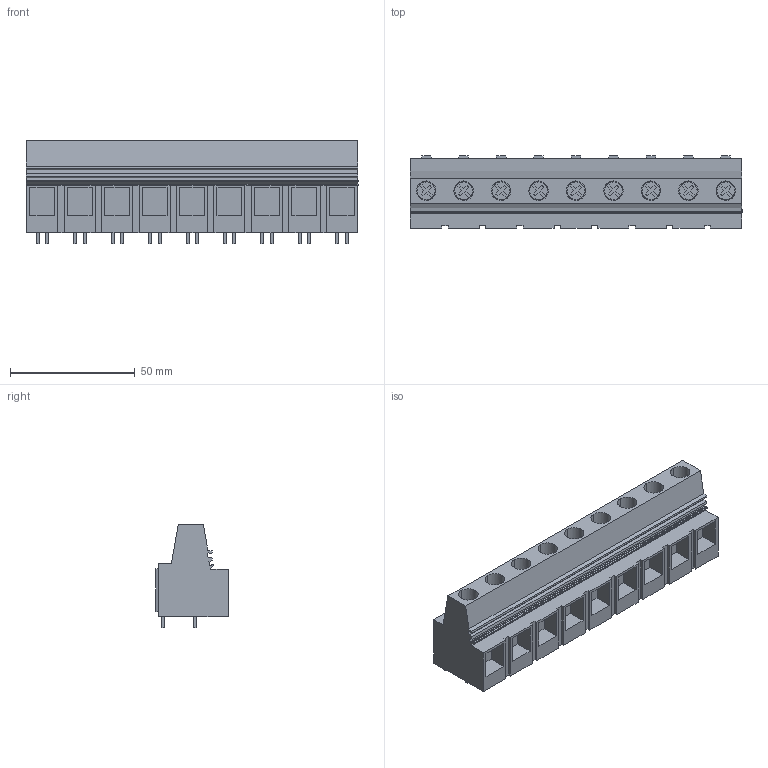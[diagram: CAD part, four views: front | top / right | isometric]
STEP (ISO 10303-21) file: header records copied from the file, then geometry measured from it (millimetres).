
FILE_DESCRIPTION(('CATIA V5 STEP Exchange','CAx-IF Rec.Pracs.--- Model Styling and Organization---1.5--- 2016-08-15','CAx-IF Rec.Pracs.---Supplemental Geometry---1.0---2011-11-01','CAx-IF Rec.Pracs.--- Composite Materials ---1.1---2010-07-15'),'2;1');
FILE_NAME ('262445-1_0', '2024-09-24T07:18:35+00:00', ('none'), ('Weidmueller'), 'CATIA Version 5-6 Release 2022 SP4 HF5', 'CATIA V5 STEP AP214 v3', 'none');
FILE_SCHEMA(('AUTOMOTIVE_DESIGN { 1 0 10303 214 1 1 1 1 }'));
Length unit declared in the file: millimetre
Products named in the file (1): 2283750000
Bounding box: 133 x 29.06 x 41.45 mm (x, y, z)
Volume: 86743.9 mm3; surface area: 30027.9 mm2
Topology: 1 solids, 1 shells, 834 faces, 2289 edges, 1529 vertices
Faces by surface type: plane 741, cylinder 75, extrusion 18
Entity records: 26235 total; most frequent: CARTESIAN_POINT 5784, ORIENTED_EDGE 4578, DIRECTION 3274, EDGE_CURVE 2289, VECTOR 2085, LINE 2067, VERTEX_POINT 1529, EDGE_LOOP 906
